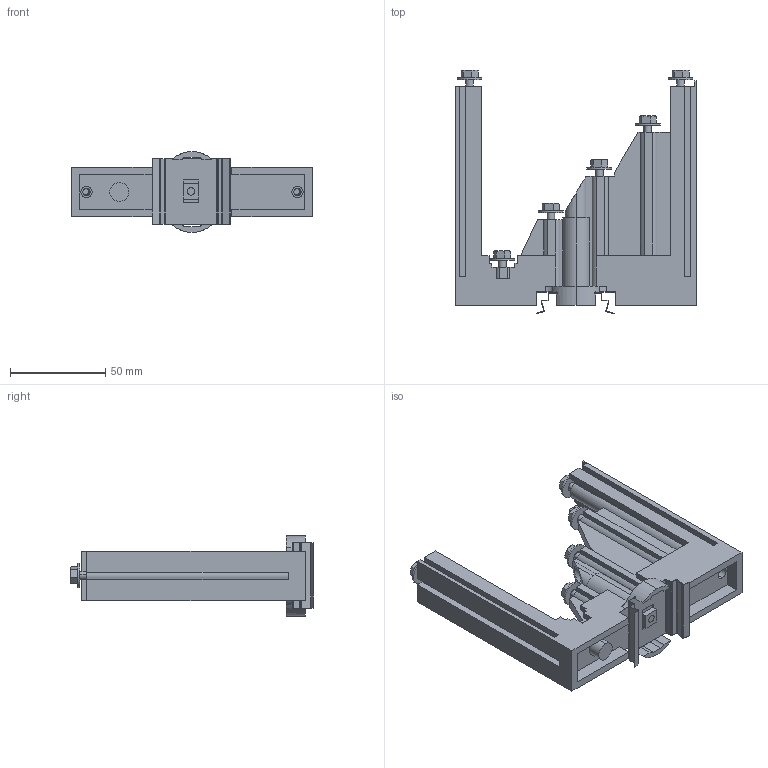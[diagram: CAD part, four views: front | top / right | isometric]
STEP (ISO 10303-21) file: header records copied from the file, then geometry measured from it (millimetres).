
FILE_DESCRIPTION(('STEP AP203'),'1');
FILE_NAME('bs-125a.stp','2024-07-09T20:37:50',('TraceParts'),('TraceParts S.A.'),'Spatial InterOp 3D',' ',' ');
FILE_SCHEMA(('CONFIG_CONTROL_DESIGN'));
Length unit declared in the file: millimetre
Products named in the file (1): 1
Bounding box: 126.5 x 127.99 x 42.6 mm (x, y, z)
Volume: 103673.6 mm3; surface area: 72403.6 mm2
Topology: 16 solids, 16 shells, 460 faces, 1175 edges, 766 vertices
Faces by surface type: plane 279, cylinder 131, cone 48, bspline 2
Entity records: 14111 total; most frequent: CARTESIAN_POINT 2678, DIRECTION 2364, ORIENTED_EDGE 2350, EDGE_CURVE 1175, AXIS2_PLACEMENT_3D 792, LINE 780, VECTOR 780, VERTEX_POINT 766
